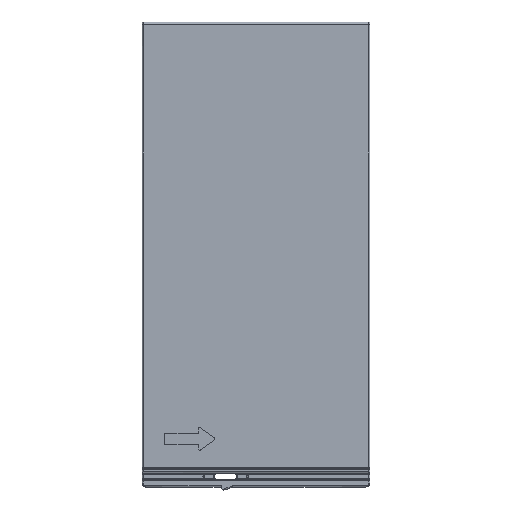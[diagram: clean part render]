
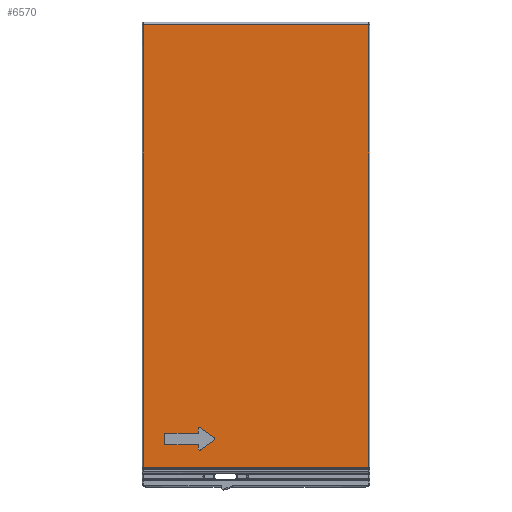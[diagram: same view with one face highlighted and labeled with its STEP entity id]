
A CAD part, front view. The second image highlights one B-rep face of the part: STEP entity #6570.
In plain terms, the highlighted planar face has unit normal (0, -1, 0).
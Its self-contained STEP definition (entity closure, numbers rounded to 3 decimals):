
#1539=DIRECTION('',(0.,0.,-1.));
#1540=VECTOR('',#1539,196.25);
#1541=CARTESIAN_POINT('',(-51.499,-36.25,
353.748));
#1542=LINE('',#1541,#1540);
#1561=CARTESIAN_POINT('',(-26.499,-36.25,
165.648));
#1562=DIRECTION('',(0.,-1.,0.));
#1563=DIRECTION('',(-1.,0.,0.));
#1564=AXIS2_PLACEMENT_3D('',#1561,#1562,#1563);
#1566=CARTESIAN_POINT('',(-26.499,-36.25,
165.648));
#1567=DIRECTION('',(0.,-1.,0.));
#1568=DIRECTION('',(0.,0.,-1.));
#1569=AXIS2_PLACEMENT_3D('',#1566,#1567,#1568);
#1571=DIRECTION('',(0.811,0.,0.585));
#1572=VECTOR('',#1571,7.694);
#1573=CARTESIAN_POINT('',(-26.207,-36.25,
165.243));
#1574=LINE('',#1573,#1572);
#1575=CARTESIAN_POINT('',(-20.259,-36.25,
170.148));
#1576=DIRECTION('',(0.,-1.,0.));
#1577=DIRECTION('',(0.585,0.,-0.811));
#1578=AXIS2_PLACEMENT_3D('',#1575,#1576,#1577);
#1580=DIRECTION('',(-0.811,0.,0.585));
#1581=VECTOR('',#1580,7.694);
#1582=CARTESIAN_POINT('',(-19.966,-36.25,
170.554));
#1583=LINE('',#1582,#1581);
#1584=CARTESIAN_POINT('',(-26.499,-36.25,
174.648));
#1585=DIRECTION('',(0.,-1.,0.));
#1586=DIRECTION('',(0.585,0.,0.811));
#1587=AXIS2_PLACEMENT_3D('',#1584,#1585,#1586);
#1589=CARTESIAN_POINT('',(-26.499,-36.25,
174.648));
#1590=DIRECTION('',(0.,-1.,0.));
#1591=DIRECTION('',(0.,0.,1.));
#1592=AXIS2_PLACEMENT_3D('',#1589,#1590,#1591);
#1594=DIRECTION('',(0.,0.,-1.));
#1595=VECTOR('',#1594,1.5);
#1596=CARTESIAN_POINT('',(-26.999,-36.25,
174.648));
#1597=LINE('',#1596,#1595);
#1598=CARTESIAN_POINT('',(-27.499,-36.25,
173.148));
#1599=DIRECTION('',(0.,1.,0.));
#1600=DIRECTION('',(1.,0.,0.));
#1601=AXIS2_PLACEMENT_3D('',#1598,#1599,#1600);
#1603=CARTESIAN_POINT('',(-41.499,-36.25,
172.148));
#1604=DIRECTION('',(0.,-1.,0.));
#1605=DIRECTION('',(0.,0.,1.));
#1606=AXIS2_PLACEMENT_3D('',#1603,#1604,#1605);
#1608=CARTESIAN_POINT('',(-41.499,-36.25,
168.148));
#1609=DIRECTION('',(0.,-1.,0.));
#1610=DIRECTION('',(-1.,0.,0.));
#1611=AXIS2_PLACEMENT_3D('',#1608,#1609,#1610);
#1613=CARTESIAN_POINT('',(-27.499,-36.25,
167.148));
#1614=DIRECTION('',(0.,1.,0.));
#1615=DIRECTION('',(0.,0.,1.));
#1616=AXIS2_PLACEMENT_3D('',#1613,#1614,#1615);
#1618=DIRECTION('',(1.,0.,0.));
#1619=VECTOR('',#1618,100.);
#1620=CARTESIAN_POINT('',(-51.499,-36.25,
157.498));
#1621=LINE('',#1620,#1619);
#1641=DIRECTION('',(0.,0.,1.));
#1642=VECTOR('',#1641,196.25);
#1643=CARTESIAN_POINT('',(48.501,-36.25,157.498));
#1644=LINE('',#1643,#1642);
#1893=DIRECTION('',(-1.,0.,0.));
#1894=VECTOR('',#1893,100.);
#1895=CARTESIAN_POINT('',(48.501,-36.25,353.748));
#1896=LINE('',#1895,#1894);
#2008=DIRECTION('',(0.,0.,1.));
#2009=VECTOR('',#2008,1.5);
#2010=CARTESIAN_POINT('',(-26.999,-36.25,
165.648));
#2011=LINE('',#2010,#2009);
#2117=DIRECTION('',(-1.,0.,0.));
#2118=VECTOR('',#2117,14.);
#2119=CARTESIAN_POINT('',(-27.499,-36.25,
167.648));
#2120=LINE('',#2119,#2118);
#2133=DIRECTION('',(0.,0.,1.));
#2134=VECTOR('',#2133,4.);
#2135=CARTESIAN_POINT('',(-41.999,-36.25,
168.148));
#2136=LINE('',#2135,#2134);
#2149=DIRECTION('',(1.,0.,0.));
#2150=VECTOR('',#2149,14.);
#2151=CARTESIAN_POINT('',(-41.499,-36.25,
172.648));
#2152=LINE('',#2151,#2150);
#3057=CARTESIAN_POINT('',(-26.207,-36.25,
165.243));
#3058=VERTEX_POINT('',#3057);
#3059=CARTESIAN_POINT('',(-19.966,-36.25,
170.554));
#3060=VERTEX_POINT('',#3059);
#3061=CARTESIAN_POINT('',(-19.966,-36.25,
169.743));
#3062=VERTEX_POINT('',#3061);
#3063=CARTESIAN_POINT('',(-26.499,-36.25,
175.148));
#3064=VERTEX_POINT('',#3063);
#3065=CARTESIAN_POINT('',(-26.207,-36.25,
175.054));
#3066=VERTEX_POINT('',#3065);
#3067=CARTESIAN_POINT('',(-26.999,-36.25,
174.648));
#3068=VERTEX_POINT('',#3067);
#3069=CARTESIAN_POINT('',(-26.999,-36.25,
173.148));
#3070=VERTEX_POINT('',#3069);
#3071=CARTESIAN_POINT('',(-27.499,-36.25,
172.648));
#3072=VERTEX_POINT('',#3071);
#3073=CARTESIAN_POINT('',(-26.999,-36.25,
165.648));
#3074=CARTESIAN_POINT('',(-26.499,-36.25,
165.148));
#3075=VERTEX_POINT('',#3073);
#3076=VERTEX_POINT('',#3074);
#3077=CARTESIAN_POINT('',(-41.499,-36.25,
172.648));
#3078=CARTESIAN_POINT('',(-41.999,-36.25,
172.148));
#3079=VERTEX_POINT('',#3077);
#3080=VERTEX_POINT('',#3078);
#3081=CARTESIAN_POINT('',(-41.999,-36.25,
168.148));
#3082=CARTESIAN_POINT('',(-41.499,-36.25,
167.648));
#3083=VERTEX_POINT('',#3081);
#3084=VERTEX_POINT('',#3082);
#3085=CARTESIAN_POINT('',(-27.499,-36.25,
167.648));
#3086=CARTESIAN_POINT('',(-26.999,-36.25,
167.148));
#3087=VERTEX_POINT('',#3085);
#3088=VERTEX_POINT('',#3086);
#3089=CARTESIAN_POINT('',(-51.499,-36.25,
157.498));
#3090=CARTESIAN_POINT('',(48.501,-36.25,157.498));
#3091=VERTEX_POINT('',#3089);
#3092=VERTEX_POINT('',#3090);
#3100=CARTESIAN_POINT('',(48.501,-36.25,353.748));
#3101=VERTEX_POINT('',#3100);
#3324=CARTESIAN_POINT('',(-51.499,-36.25,
353.748));
#3325=VERTEX_POINT('',#3324);
#6522=CARTESIAN_POINT('',(-1.499,-36.25,
255.623));
#6523=DIRECTION('',(0.,1.,0.));
#6524=DIRECTION('',(0.,0.,-1.));
#6525=AXIS2_PLACEMENT_3D('',#6522,#6523,#6524);
#6526=PLANE('',#6525);
#6528=ORIENTED_EDGE('',*,*,#6527,.F.);
#6529=ORIENTED_EDGE('',*,*,#6513,.F.);
#6531=ORIENTED_EDGE('',*,*,#6530,.F.);
#6533=ORIENTED_EDGE('',*,*,#6532,.F.);
#6534=EDGE_LOOP('',(#6528,#6529,#6531,#6533));
#6535=FACE_OUTER_BOUND('',#6534,.F.);
#6537=ORIENTED_EDGE('',*,*,#6536,.F.);
#6539=ORIENTED_EDGE('',*,*,#6538,.T.);
#6541=ORIENTED_EDGE('',*,*,#6540,.T.);
#6543=ORIENTED_EDGE('',*,*,#6542,.T.);
#6545=ORIENTED_EDGE('',*,*,#6544,.T.);
#6547=ORIENTED_EDGE('',*,*,#6546,.T.);
#6549=ORIENTED_EDGE('',*,*,#6548,.T.);
#6551=ORIENTED_EDGE('',*,*,#6550,.T.);
#6553=ORIENTED_EDGE('',*,*,#6552,.T.);
#6555=ORIENTED_EDGE('',*,*,#6554,.T.);
#6557=ORIENTED_EDGE('',*,*,#6556,.F.);
#6559=ORIENTED_EDGE('',*,*,#6558,.T.);
#6561=ORIENTED_EDGE('',*,*,#6560,.F.);
#6563=ORIENTED_EDGE('',*,*,#6562,.T.);
#6565=ORIENTED_EDGE('',*,*,#6564,.F.);
#6567=ORIENTED_EDGE('',*,*,#6566,.T.);
#6568=EDGE_LOOP('',(#6537,#6539,#6541,#6543,#6545,#6547,#6549,#6551,#6553,#6555,
#6557,#6559,#6561,#6563,#6565,#6567));
#6569=FACE_BOUND('',#6568,.F.);
#1565=CIRCLE('',#1564,0.5);
#1570=CIRCLE('',#1569,0.5);
#1579=CIRCLE('',#1578,0.5);
#1588=CIRCLE('',#1587,0.5);
#1593=CIRCLE('',#1592,0.5);
#1602=CIRCLE('',#1601,0.5);
#1607=CIRCLE('',#1606,0.5);
#1612=CIRCLE('',#1611,0.5);
#1617=CIRCLE('',#1616,0.5);
#6513=EDGE_CURVE('',#3325,#3091,#1542,.T.);
#6527=EDGE_CURVE('',#3091,#3092,#1621,.T.);
#6530=EDGE_CURVE('',#3101,#3325,#1896,.T.);
#6532=EDGE_CURVE('',#3092,#3101,#1644,.T.);
#6536=EDGE_CURVE('',#3075,#3088,#2011,.T.);
#6538=EDGE_CURVE('',#3075,#3076,#1565,.T.);
#6540=EDGE_CURVE('',#3076,#3058,#1570,.T.);
#6542=EDGE_CURVE('',#3058,#3062,#1574,.T.);
#6544=EDGE_CURVE('',#3062,#3060,#1579,.T.);
#6546=EDGE_CURVE('',#3060,#3066,#1583,.T.);
#6548=EDGE_CURVE('',#3066,#3064,#1588,.T.);
#6550=EDGE_CURVE('',#3064,#3068,#1593,.T.);
#6552=EDGE_CURVE('',#3068,#3070,#1597,.T.);
#6554=EDGE_CURVE('',#3070,#3072,#1602,.T.);
#6556=EDGE_CURVE('',#3079,#3072,#2152,.T.);
#6558=EDGE_CURVE('',#3079,#3080,#1607,.T.);
#6560=EDGE_CURVE('',#3083,#3080,#2136,.T.);
#6562=EDGE_CURVE('',#3083,#3084,#1612,.T.);
#6564=EDGE_CURVE('',#3087,#3084,#2120,.T.);
#6566=EDGE_CURVE('',#3087,#3088,#1617,.T.);
#6570=ADVANCED_FACE('',(#6535,#6569),#6526,.F.);
